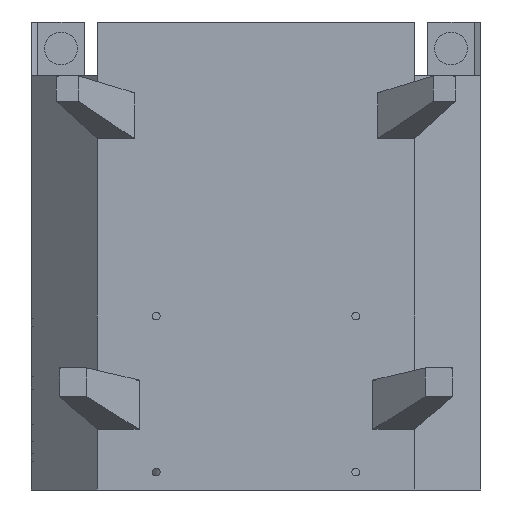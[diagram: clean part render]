
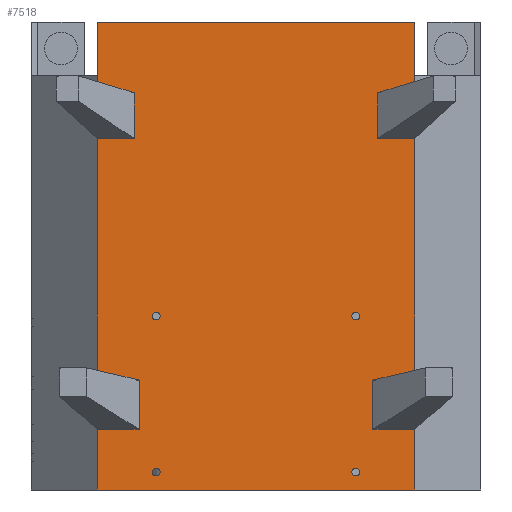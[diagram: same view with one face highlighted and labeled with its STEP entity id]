
A CAD part, front view. The second image highlights one B-rep face of the part: STEP entity #7518.
In plain terms, the highlighted planar face has unit normal (0, -1, 0).
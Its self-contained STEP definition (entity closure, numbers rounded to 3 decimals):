
#226=FACE_BOUND('',#986,.T.);
#227=FACE_BOUND('',#987,.T.);
#228=FACE_BOUND('',#988,.T.);
#229=FACE_BOUND('',#989,.T.);
#346=CIRCLE('',#7977,1.25);
#347=CIRCLE('',#7978,1.25);
#348=CIRCLE('',#7979,1.25);
#349=CIRCLE('',#7980,1.25);
#541=FACE_OUTER_BOUND('',#985,.T.);
#985=EDGE_LOOP('',(#5270,#5271,#5272,#5273,#5274,#5275,#5276,#5277,#5278,
#5279,#5280,#5281,#5282,#5283,#5284,#5285,#5286,#5287,#5288,#5289,#5290,
#5291));
#986=EDGE_LOOP('',(#5292));
#987=EDGE_LOOP('',(#5293));
#988=EDGE_LOOP('',(#5294));
#989=EDGE_LOOP('',(#5295));
#1659=LINE('',#10695,#2509);
#1661=LINE('',#10699,#2511);
#1663=LINE('',#10703,#2513);
#1666=LINE('',#10709,#2516);
#1667=LINE('',#10711,#2517);
#1668=LINE('',#10713,#2518);
#1669=LINE('',#10715,#2519);
#1670=LINE('',#10717,#2520);
#1671=LINE('',#10719,#2521);
#1672=LINE('',#10721,#2522);
#1673=LINE('',#10723,#2523);
#1674=LINE('',#10725,#2524);
#1675=LINE('',#10727,#2525);
#1676=LINE('',#10729,#2526);
#1677=LINE('',#10731,#2527);
#1678=LINE('',#10733,#2528);
#1679=LINE('',#10735,#2529);
#1680=LINE('',#10737,#2530);
#1681=LINE('',#10739,#2531);
#1682=LINE('',#10741,#2532);
#1683=LINE('',#10743,#2533);
#1684=LINE('',#10744,#2534);
#2509=VECTOR('',#8760,10.);
#2511=VECTOR('',#8764,10.);
#2513=VECTOR('',#8768,10.);
#2516=VECTOR('',#8775,10.);
#2517=VECTOR('',#8776,10.);
#2518=VECTOR('',#8777,10.);
#2519=VECTOR('',#8778,10.);
#2520=VECTOR('',#8779,10.);
#2521=VECTOR('',#8780,10.);
#2522=VECTOR('',#8781,10.);
#2523=VECTOR('',#8782,10.);
#2524=VECTOR('',#8783,10.);
#2525=VECTOR('',#8784,10.);
#2526=VECTOR('',#8785,10.);
#2527=VECTOR('',#8786,10.);
#2528=VECTOR('',#8787,10.);
#2529=VECTOR('',#8788,10.);
#2530=VECTOR('',#8789,10.);
#2531=VECTOR('',#8790,10.);
#2532=VECTOR('',#8791,10.);
#2533=VECTOR('',#8792,10.);
#2534=VECTOR('',#8793,10.);
#3296=VERTEX_POINT('',#10692);
#3297=VERTEX_POINT('',#10694);
#3298=VERTEX_POINT('',#10698);
#3299=VERTEX_POINT('',#10702);
#3300=VERTEX_POINT('',#10708);
#3301=VERTEX_POINT('',#10710);
#3302=VERTEX_POINT('',#10712);
#3303=VERTEX_POINT('',#10714);
#3304=VERTEX_POINT('',#10716);
#3305=VERTEX_POINT('',#10718);
#3306=VERTEX_POINT('',#10720);
#3307=VERTEX_POINT('',#10722);
#3308=VERTEX_POINT('',#10724);
#3309=VERTEX_POINT('',#10726);
#3310=VERTEX_POINT('',#10728);
#3311=VERTEX_POINT('',#10730);
#3312=VERTEX_POINT('',#10732);
#3313=VERTEX_POINT('',#10734);
#3314=VERTEX_POINT('',#10736);
#3315=VERTEX_POINT('',#10738);
#3316=VERTEX_POINT('',#10740);
#3317=VERTEX_POINT('',#10742);
#3318=VERTEX_POINT('',#10745);
#3319=VERTEX_POINT('',#10747);
#3320=VERTEX_POINT('',#10749);
#3321=VERTEX_POINT('',#10751);
#4055=EDGE_CURVE('',#3297,#3296,#1659,.T.);
#4057=EDGE_CURVE('',#3298,#3297,#1661,.T.);
#4059=EDGE_CURVE('',#3299,#3298,#1663,.T.);
#4062=EDGE_CURVE('',#3300,#3296,#1666,.T.);
#4063=EDGE_CURVE('',#3300,#3301,#1667,.T.);
#4064=EDGE_CURVE('',#3301,#3302,#1668,.T.);
#4065=EDGE_CURVE('',#3302,#3303,#1669,.T.);
#4066=EDGE_CURVE('',#3304,#3303,#1670,.T.);
#4067=EDGE_CURVE('',#3305,#3304,#1671,.T.);
#4068=EDGE_CURVE('',#3305,#3306,#1672,.T.);
#4069=EDGE_CURVE('',#3306,#3307,#1673,.T.);
#4070=EDGE_CURVE('',#3307,#3308,#1674,.T.);
#4071=EDGE_CURVE('',#3308,#3309,#1675,.T.);
#4072=EDGE_CURVE('',#3309,#3310,#1676,.T.);
#4073=EDGE_CURVE('',#3310,#3311,#1677,.T.);
#4074=EDGE_CURVE('',#3311,#3312,#1678,.T.);
#4075=EDGE_CURVE('',#3312,#3313,#1679,.T.);
#4076=EDGE_CURVE('',#3313,#3314,#1680,.T.);
#4077=EDGE_CURVE('',#3314,#3315,#1681,.T.);
#4078=EDGE_CURVE('',#3316,#3315,#1682,.T.);
#4079=EDGE_CURVE('',#3317,#3316,#1683,.T.);
#4080=EDGE_CURVE('',#3299,#3317,#1684,.T.);
#4081=EDGE_CURVE('',#3318,#3318,#346,.T.);
#4082=EDGE_CURVE('',#3319,#3319,#347,.T.);
#4083=EDGE_CURVE('',#3320,#3320,#348,.T.);
#4084=EDGE_CURVE('',#3321,#3321,#349,.T.);
#5270=ORIENTED_EDGE('',*,*,#4059,.T.);
#5271=ORIENTED_EDGE('',*,*,#4057,.T.);
#5272=ORIENTED_EDGE('',*,*,#4055,.T.);
#5273=ORIENTED_EDGE('',*,*,#4062,.F.);
#5274=ORIENTED_EDGE('',*,*,#4063,.T.);
#5275=ORIENTED_EDGE('',*,*,#4064,.T.);
#5276=ORIENTED_EDGE('',*,*,#4065,.T.);
#5277=ORIENTED_EDGE('',*,*,#4066,.F.);
#5278=ORIENTED_EDGE('',*,*,#4067,.F.);
#5279=ORIENTED_EDGE('',*,*,#4068,.T.);
#5280=ORIENTED_EDGE('',*,*,#4069,.T.);
#5281=ORIENTED_EDGE('',*,*,#4070,.T.);
#5282=ORIENTED_EDGE('',*,*,#4071,.T.);
#5283=ORIENTED_EDGE('',*,*,#4072,.T.);
#5284=ORIENTED_EDGE('',*,*,#4073,.T.);
#5285=ORIENTED_EDGE('',*,*,#4074,.T.);
#5286=ORIENTED_EDGE('',*,*,#4075,.T.);
#5287=ORIENTED_EDGE('',*,*,#4076,.T.);
#5288=ORIENTED_EDGE('',*,*,#4077,.T.);
#5289=ORIENTED_EDGE('',*,*,#4078,.F.);
#5290=ORIENTED_EDGE('',*,*,#4079,.F.);
#5291=ORIENTED_EDGE('',*,*,#4080,.F.);
#5292=ORIENTED_EDGE('',*,*,#4081,.T.);
#5293=ORIENTED_EDGE('',*,*,#4082,.T.);
#5294=ORIENTED_EDGE('',*,*,#4083,.T.);
#5295=ORIENTED_EDGE('',*,*,#4084,.T.);
#7173=PLANE('',#7976);
#7518=ADVANCED_FACE('',(#541,#226,#227,#228,#229),#7173,.T.);
#7976=AXIS2_PLACEMENT_3D('',#10707,#8773,#8774);
#7977=AXIS2_PLACEMENT_3D('',#10746,#8794,#8795);
#7978=AXIS2_PLACEMENT_3D('',#10748,#8796,#8797);
#7979=AXIS2_PLACEMENT_3D('',#10750,#8798,#8799);
#7980=AXIS2_PLACEMENT_3D('',#10752,#8800,#8801);
#8760=DIRECTION('',(-1.,0.,0.));
#8764=DIRECTION('',(0.,0.,-1.));
#8768=DIRECTION('',(1.,0.,0.));
#8773=DIRECTION('center_axis',(0.,-1.,0.));
#8774=DIRECTION('ref_axis',(1.,0.,0.));
#8775=DIRECTION('',(0.,0.,1.));
#8776=DIRECTION('',(1.,0.,0.));
#8777=DIRECTION('',(0.,0.,-1.));
#8778=DIRECTION('',(-1.,0.,0.));
#8779=DIRECTION('',(0.,0.,1.));
#8780=DIRECTION('',(-1.,0.,0.));
#8781=DIRECTION('',(0.,0.,1.));
#8782=DIRECTION('',(-1.,0.,0.));
#8783=DIRECTION('',(0.,0.,1.));
#8784=DIRECTION('',(1.,0.,0.));
#8785=DIRECTION('',(0.,0.,1.));
#8786=DIRECTION('',(-1.,0.,0.));
#8787=DIRECTION('',(0.,0.,1.));
#8788=DIRECTION('',(1.,0.,0.));
#8789=DIRECTION('',(0.,0.,1.));
#8790=DIRECTION('',(0.,0.,1.));
#8791=DIRECTION('',(1.,0.,0.));
#8792=DIRECTION('',(0.,0.,1.));
#8793=DIRECTION('',(0.,0.,1.));
#8794=DIRECTION('center_axis',(0.,1.,0.));
#8795=DIRECTION('ref_axis',(-1.,0.,0.));
#8796=DIRECTION('center_axis',(0.,1.,0.));
#8797=DIRECTION('ref_axis',(-1.,0.,0.));
#8798=DIRECTION('center_axis',(0.,1.,0.));
#8799=DIRECTION('ref_axis',(1.,0.,0.));
#8800=DIRECTION('center_axis',(0.,1.,0.));
#8801=DIRECTION('ref_axis',(1.,0.,0.));
#10692=CARTESIAN_POINT('',(-50.828,-79.,112.608));
#10694=CARTESIAN_POINT('',(-39.078,-79.,112.608));
#10695=CARTESIAN_POINT('',(-57.447,-79.,112.608));
#10698=CARTESIAN_POINT('',(-39.078,-79.,127.316));
#10699=CARTESIAN_POINT('',(-39.078,-79.,62.309));
#10702=CARTESIAN_POINT('',(-50.828,-79.,127.316));
#10703=CARTESIAN_POINT('',(-53.826,-79.,127.316));
#10707=CARTESIAN_POINT('Origin',(-50.828,-79.,0.));
#10708=CARTESIAN_POINT('',(-50.828,-79.,35.217));
#10709=CARTESIAN_POINT('',(-50.828,-79.,0.));
#10710=CARTESIAN_POINT('',(-37.476,-79.,35.217));
#10711=CARTESIAN_POINT('',(-56.9,-79.,35.217));
#10712=CARTESIAN_POINT('',(-37.476,-79.,19.409));
#10713=CARTESIAN_POINT('',(-37.476,-79.,19.583));
#10714=CARTESIAN_POINT('',(-50.828,-79.,19.409));
#10715=CARTESIAN_POINT('',(-52.536,-79.,19.409));
#10716=CARTESIAN_POINT('',(-50.828,-79.,0.));
#10717=CARTESIAN_POINT('',(-50.828,-79.,0.));
#10718=CARTESIAN_POINT('',(50.828,-79.,0.));
#10719=CARTESIAN_POINT('',(50.828,-79.,0.));
#10720=CARTESIAN_POINT('',(50.828,-79.,19.409));
#10721=CARTESIAN_POINT('',(50.828,-79.,0.));
#10722=CARTESIAN_POINT('',(37.476,-79.,19.409));
#10723=CARTESIAN_POINT('',(1.708,-79.,19.409));
#10724=CARTESIAN_POINT('',(37.476,-79.,35.217));
#10725=CARTESIAN_POINT('',(37.476,-79.,19.583));
#10726=CARTESIAN_POINT('',(50.828,-79.,35.217));
#10727=CARTESIAN_POINT('',(6.072,-79.,35.217));
#10728=CARTESIAN_POINT('',(50.828,-79.,112.608));
#10729=CARTESIAN_POINT('',(50.828,-79.,0.));
#10730=CARTESIAN_POINT('',(39.078,-79.,112.608));
#10731=CARTESIAN_POINT('',(6.619,-79.,112.608));
#10732=CARTESIAN_POINT('',(39.078,-79.,127.316));
#10733=CARTESIAN_POINT('',(39.078,-79.,62.309));
#10734=CARTESIAN_POINT('',(50.828,-79.,127.316));
#10735=CARTESIAN_POINT('',(2.997,-79.,127.316));
#10736=CARTESIAN_POINT('',(50.828,-79.,133.));
#10737=CARTESIAN_POINT('',(50.828,-79.,0.));
#10738=CARTESIAN_POINT('',(50.828,-79.,150.));
#10739=CARTESIAN_POINT('',(50.828,-79.,133.));
#10740=CARTESIAN_POINT('',(-50.828,-79.,150.));
#10741=CARTESIAN_POINT('',(50.828,-79.,150.));
#10742=CARTESIAN_POINT('',(-50.828,-79.,133.));
#10743=CARTESIAN_POINT('',(-50.828,-79.,133.));
#10744=CARTESIAN_POINT('',(-50.828,-79.,0.));
#10745=CARTESIAN_POINT('',(33.25,-79.,5.75));
#10746=CARTESIAN_POINT('Origin',(32.,-79.,5.75));
#10747=CARTESIAN_POINT('',(33.25,-79.,55.75));
#10748=CARTESIAN_POINT('Origin',(32.,-79.,55.75));
#10749=CARTESIAN_POINT('',(-33.25,-79.,5.75));
#10750=CARTESIAN_POINT('Origin',(-32.,-79.,5.75));
#10751=CARTESIAN_POINT('',(-33.25,-79.,55.75));
#10752=CARTESIAN_POINT('Origin',(-32.,-79.,55.75));
